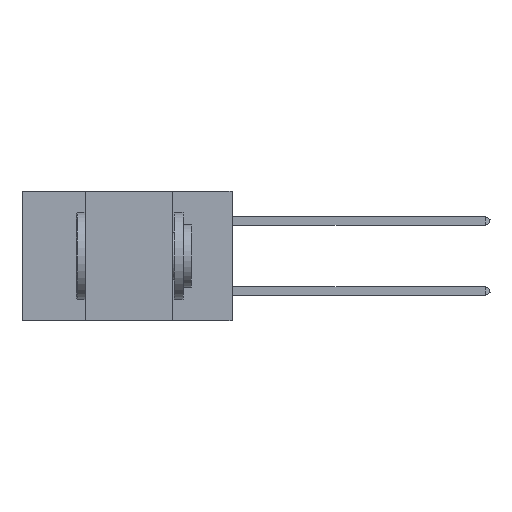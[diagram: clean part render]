
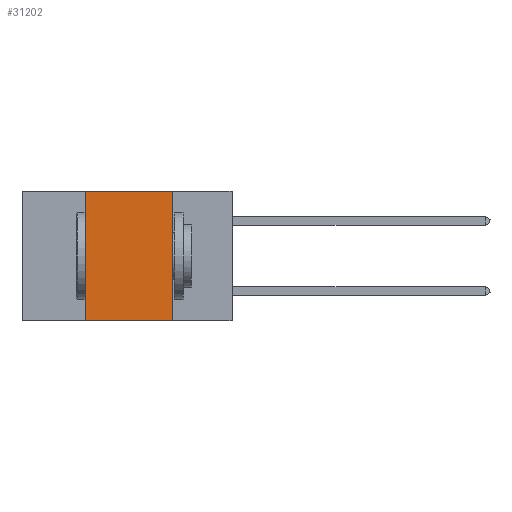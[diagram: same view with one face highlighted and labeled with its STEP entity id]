
A CAD part, left-side view. The second image highlights one B-rep face of the part: STEP entity #31202.
In plain terms, the highlighted planar face has unit normal (-1, 0, 0).
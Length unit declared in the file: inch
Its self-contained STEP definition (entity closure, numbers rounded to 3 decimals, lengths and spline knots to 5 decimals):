
#1450 = ORIENTED_EDGE ( 'NONE', *, *, #16321, .F. ) ;
#2704 = VECTOR ( 'NONE', #15078, 39.37008 ) ;
#2871 = CARTESIAN_POINT ( 'NONE',  ( 0., 0.6, 0. ) ) ;
#3848 = DIRECTION ( 'NONE',  ( 0., 0., 1. ) ) ;
#4415 = LINE ( 'NONE', #23591, #31043 ) ;
#4755 = EDGE_LOOP ( 'NONE', ( #1450, #26007, #29097, #40482 ) ) ;
#5846 = VECTOR ( 'NONE', #3848, 39.37008 ) ;
#6773 = LINE ( 'NONE', #26158, #2704 ) ;
#8137 = CARTESIAN_POINT ( 'NONE',  ( 0., 0.42, -0.37 ) ) ;
#9348 = EDGE_CURVE ( 'NONE', #30837, #24282, #15756, .T. ) ;
#9364 = CARTESIAN_POINT ( 'NONE',  ( 0., 0.17, 0. ) ) ;
#12791 = DIRECTION ( 'NONE',  ( 0., 0., -1. ) ) ;
#13693 = VECTOR ( 'NONE', #12791, 39.37008 ) ;
#13755 = DIRECTION ( 'NONE',  ( 1., 0., 0. ) ) ;
#15078 = DIRECTION ( 'NONE',  ( 0., -1., 0. ) ) ;
#15756 = LINE ( 'NONE', #37143, #5846 ) ;
#16321 = EDGE_CURVE ( 'NONE', #23493, #46945, #33352, .T. ) ;
#18540 = AXIS2_PLACEMENT_3D ( 'NONE', #2871, #13755, #39579 ) ;
#18586 = CARTESIAN_POINT ( 'NONE',  ( 0., 0.42, 0. ) ) ;
#19426 = DIRECTION ( 'NONE',  ( 0., -1., 0. ) ) ;
#22048 = EDGE_CURVE ( 'NONE', #30837, #46945, #6773, .T. ) ;
#23493 = VERTEX_POINT ( 'NONE', #36725 ) ;
#23591 = CARTESIAN_POINT ( 'NONE',  ( 0., 0.6, 0. ) ) ;
#24282 = VERTEX_POINT ( 'NONE', #18586 ) ;
#24401 = PLANE ( 'NONE',  #18540 ) ;
#26007 = ORIENTED_EDGE ( 'NONE', *, *, #45803, .F. ) ;
#26158 = CARTESIAN_POINT ( 'NONE',  ( 0., 0.6, -0.37 ) ) ;
#29097 = ORIENTED_EDGE ( 'NONE', *, *, #9348, .F. ) ;
#30837 = VERTEX_POINT ( 'NONE', #8137 ) ;
#31043 = VECTOR ( 'NONE', #19426, 39.37008 ) ;
#31202 = ADVANCED_FACE ( 'NONE', ( #45649 ), #24401, .F. ) ;
#33352 = LINE ( 'NONE', #9364, #13693 ) ;
#36725 = CARTESIAN_POINT ( 'NONE',  ( 0., 0.17, 0. ) ) ;
#37143 = CARTESIAN_POINT ( 'NONE',  ( 0., 0.42, 0. ) ) ;
#39579 = DIRECTION ( 'NONE',  ( 0., 0., -1. ) ) ;
#40482 = ORIENTED_EDGE ( 'NONE', *, *, #22048, .T. ) ;
#40782 = CARTESIAN_POINT ( 'NONE',  ( 0., 0.17, -0.37 ) ) ;
#45649 = FACE_OUTER_BOUND ( 'NONE', #4755, .T. ) ;
#45803 = EDGE_CURVE ( 'NONE', #24282, #23493, #4415, .T. ) ;
#46945 = VERTEX_POINT ( 'NONE', #40782 ) ;
